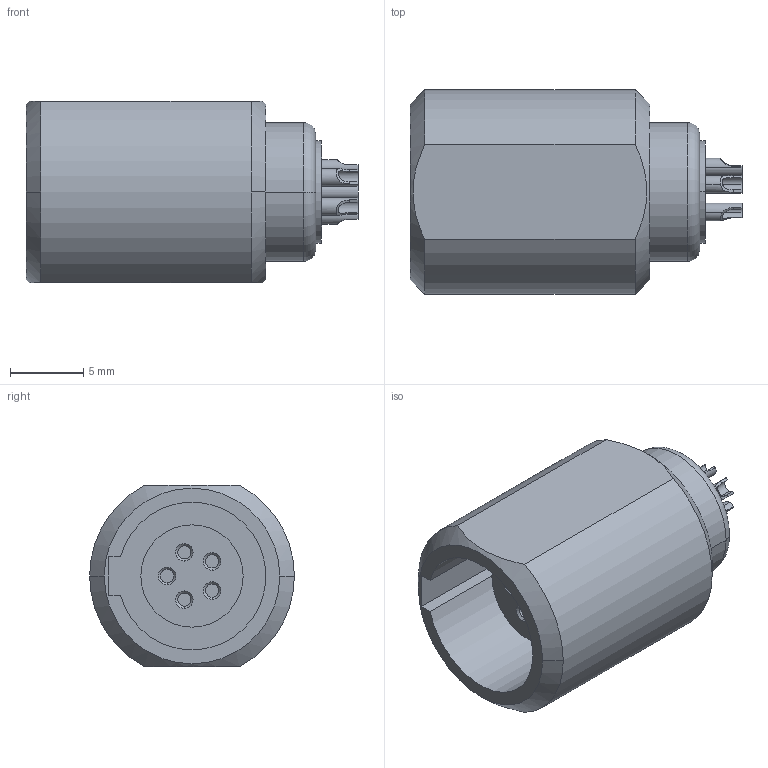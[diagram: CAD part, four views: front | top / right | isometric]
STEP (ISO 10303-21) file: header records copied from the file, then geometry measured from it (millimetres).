
FILE_DESCRIPTION((''),'2;1');
FILE_NAME('G51M0_-P05L','2023-09-11T10:24:51',('RTrager'),(''),'CREO PARAMETRIC BY PTC INC, 2022014','CREO PARAMETRIC BY PTC INC, 2022014','');
FILE_SCHEMA(('AUTOMOTIVE_DESIGN { 1 0 10303 214 1 1 1 1 }'));
Length unit declared in the file: millimetre
Products named in the file (1): G51M0_-P05L
Bounding box: 22.7 x 14 x 12.4 mm (x, y, z)
Volume: 1764.4 mm3; surface area: 1981.6 mm2
Topology: 1 solids, 1 shells, 107 faces, 263 edges, 168 vertices
Faces by surface type: cylinder 49, plane 30, cone 14, torus 7, bspline 7
Entity records: 6704 total; most frequent: CARTESIAN_POINT 1179, DIRECTION 586, ORIENTED_EDGE 526, PROPERTY_DEFINITION 409, REPRESENTATION 408, PROPERTY_DEFINITION_REPRESENTATION 408, EDGE_CURVE 263, AXIS2_PLACEMENT_3D 235
